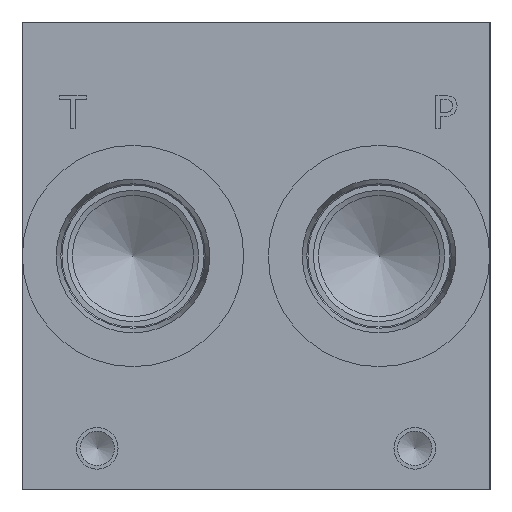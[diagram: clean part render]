
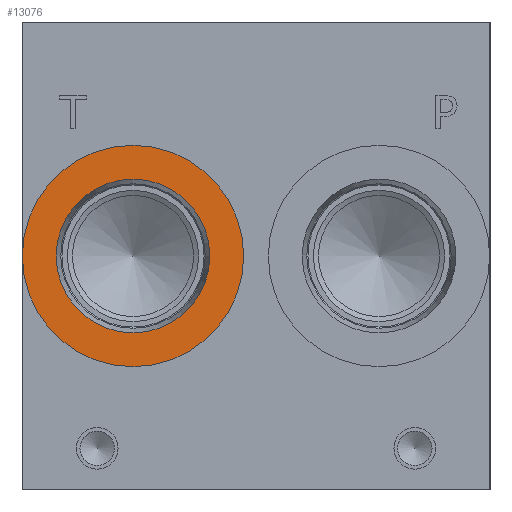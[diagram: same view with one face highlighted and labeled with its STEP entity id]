
A CAD part, left-side view. The second image highlights one B-rep face of the part: STEP entity #13076.
In plain terms, the highlighted planar face has unit normal (-1, 0, 0).
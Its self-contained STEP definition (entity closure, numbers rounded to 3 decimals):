
#256=CIRCLE('',#13695,21.019);
#257=CIRCLE('',#13696,21.019);
#258=CIRCLE('',#13698,14.592);
#259=CIRCLE('',#13699,14.592);
#542=FACE_BOUND('',#2402,.T.);
#1652=FACE_OUTER_BOUND('',#2401,.T.);
#2401=EDGE_LOOP('',(#10985,#10986));
#2402=EDGE_LOOP('',(#10987,#10988));
#5935=VERTEX_POINT('',#22214);
#5936=VERTEX_POINT('',#22216);
#5937=VERTEX_POINT('',#22220);
#5938=VERTEX_POINT('',#22221);
#7685=EDGE_CURVE('',#5935,#5936,#256,.T.);
#7686=EDGE_CURVE('',#5936,#5935,#257,.T.);
#7687=EDGE_CURVE('',#5937,#5938,#258,.T.);
#7688=EDGE_CURVE('',#5938,#5937,#259,.T.);
#10985=ORIENTED_EDGE('',*,*,#7686,.F.);
#10986=ORIENTED_EDGE('',*,*,#7685,.F.);
#10987=ORIENTED_EDGE('',*,*,#7687,.T.);
#10988=ORIENTED_EDGE('',*,*,#7688,.T.);
#12017=PLANE('',#13697);
#13076=ADVANCED_FACE('',(#1652,#542),#12017,.F.);
#13695=AXIS2_PLACEMENT_3D('',#22217,#16046,#16047);
#13696=AXIS2_PLACEMENT_3D('',#22218,#16048,#16049);
#13697=AXIS2_PLACEMENT_3D('',#22219,#16050,#16051);
#13698=AXIS2_PLACEMENT_3D('',#22222,#16052,#16053);
#13699=AXIS2_PLACEMENT_3D('',#22223,#16054,#16055);
#16046=DIRECTION('center_axis',(1.,0.,0.));
#16047=DIRECTION('ref_axis',(0.,0.,-1.));
#16048=DIRECTION('center_axis',(1.,0.,0.));
#16049=DIRECTION('ref_axis',(0.,0.,-1.));
#16050=DIRECTION('center_axis',(1.,0.,0.));
#16051=DIRECTION('ref_axis',(0.,0.,-1.));
#16052=DIRECTION('center_axis',(1.,0.,0.));
#16053=DIRECTION('ref_axis',(0.,0.,-1.));
#16054=DIRECTION('center_axis',(1.,0.,0.));
#16055=DIRECTION('ref_axis',(0.,0.,-1.));
#22214=CARTESIAN_POINT('',(0.787,67.818,23.432));
#22216=CARTESIAN_POINT('',(0.787,67.818,65.469));
#22217=CARTESIAN_POINT('Origin',(0.787,67.818,44.45));
#22218=CARTESIAN_POINT('Origin',(0.787,67.818,44.45));
#22219=CARTESIAN_POINT('Origin',(0.787,67.818,59.042));
#22220=CARTESIAN_POINT('',(0.787,67.818,59.042));
#22221=CARTESIAN_POINT('',(0.787,67.818,29.858));
#22222=CARTESIAN_POINT('Origin',(0.787,67.818,44.45));
#22223=CARTESIAN_POINT('Origin',(0.787,67.818,44.45));
